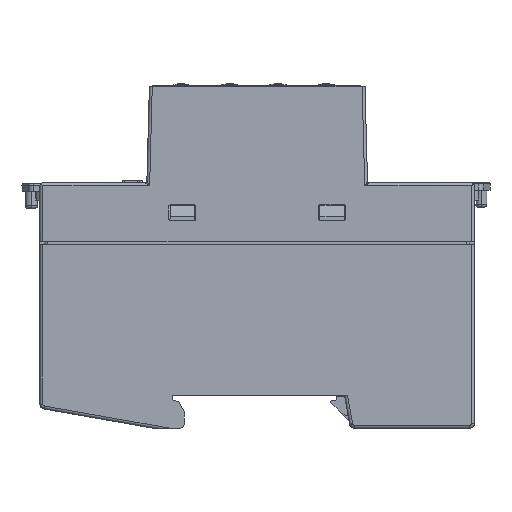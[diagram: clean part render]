
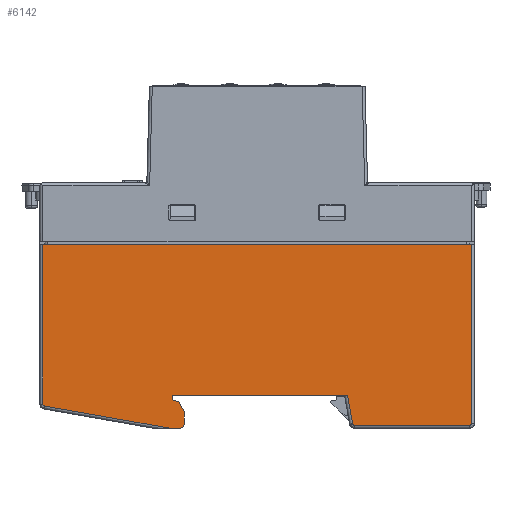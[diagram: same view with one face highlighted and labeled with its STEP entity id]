
A CAD part, left-side view. The second image highlights one B-rep face of the part: STEP entity #6142.
In plain terms, the highlighted planar face has unit normal (-1, 0, 0).
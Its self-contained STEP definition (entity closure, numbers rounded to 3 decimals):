
#6142=ADVANCED_FACE('',(#14368),#14369,.T.);
#14368=FACE_OUTER_BOUND('',#25304,.T.);
#14369=PLANE('',#25305);
#25304=EDGE_LOOP('',(#47523,#47524,#47525,#47526,#47527,#47528,#47529,#47530,#47531,#47532,#47533,#47534,#47535,#47536,#47537,#47538,#47539));
#25305=AXIS2_PLACEMENT_3D('',#47540,#47541,#47542);
#47523=ORIENTED_EDGE('',*,*,#72450,.T.);
#47524=ORIENTED_EDGE('',*,*,#72451,.T.);
#47525=ORIENTED_EDGE('',*,*,#72452,.T.);
#47526=ORIENTED_EDGE('',*,*,#72453,.T.);
#47527=ORIENTED_EDGE('',*,*,#72454,.T.);
#47528=ORIENTED_EDGE('',*,*,#72441,.T.);
#47529=ORIENTED_EDGE('',*,*,#72330,.T.);
#47530=ORIENTED_EDGE('',*,*,#72455,.T.);
#47531=ORIENTED_EDGE('',*,*,#72456,.F.);
#47532=ORIENTED_EDGE('',*,*,#72457,.T.);
#47533=ORIENTED_EDGE('',*,*,#72458,.F.);
#47534=ORIENTED_EDGE('',*,*,#72459,.T.);
#47535=ORIENTED_EDGE('',*,*,#70243,.T.);
#47536=ORIENTED_EDGE('',*,*,#72460,.T.);
#47537=ORIENTED_EDGE('',*,*,#72461,.F.);
#47538=ORIENTED_EDGE('',*,*,#72462,.T.);
#47539=ORIENTED_EDGE('',*,*,#72463,.T.);
#47540=CARTESIAN_POINT('',(0.0,93.207,0.));
#47541=DIRECTION('',(-1.0,0.0,0.0));
#47542=DIRECTION('',(0.0,1.0,0.0));
#70243=EDGE_CURVE('',#85595,#85593,#85596,.T.);
#72330=EDGE_CURVE('',#88656,#88654,#88657,.T.);
#72441=EDGE_CURVE('',#88839,#88656,#88840,.T.);
#72450=EDGE_CURVE('',#88850,#88851,#88852,.T.);
#72451=EDGE_CURVE('',#88851,#88853,#88854,.T.);
#72452=EDGE_CURVE('',#88853,#88855,#88856,.T.);
#72453=EDGE_CURVE('',#88855,#88857,#88858,.T.);
#72454=EDGE_CURVE('',#88857,#88839,#88859,.T.);
#72455=EDGE_CURVE('',#88654,#88860,#88861,.T.);
#72456=EDGE_CURVE('',#88862,#88860,#88863,.T.);
#72457=EDGE_CURVE('',#88862,#88864,#88865,.T.);
#72458=EDGE_CURVE('',#88866,#88864,#88867,.T.);
#72459=EDGE_CURVE('',#88866,#85595,#88868,.T.);
#72460=EDGE_CURVE('',#85593,#88869,#88870,.T.);
#72461=EDGE_CURVE('',#88871,#88869,#88872,.T.);
#72462=EDGE_CURVE('',#88871,#88873,#88874,.T.);
#72463=EDGE_CURVE('',#88873,#88850,#88875,.T.);
#85593=VERTEX_POINT('',#108746);
#85595=VERTEX_POINT('',#108748);
#85596=LINE('',#108749,#108750);
#88654=VERTEX_POINT('',#113811);
#88656=VERTEX_POINT('',#113813);
#88657=LINE('',#113814,#113815);
#88839=VERTEX_POINT('',#114089);
#88840=LINE('',#114090,#114091);
#88850=VERTEX_POINT('',#114105);
#88851=VERTEX_POINT('',#114106);
#88852=CIRCLE('',#114107,1.0);
#88853=VERTEX_POINT('',#114108);
#88854=LINE('',#114109,#114110);
#88855=VERTEX_POINT('',#114111);
#88856=LINE('',#114112,#114113);
#88857=VERTEX_POINT('',#114114);
#88858=LINE('',#114115,#114116);
#88859=LINE('',#114117,#114118);
#88860=VERTEX_POINT('',#114119);
#88861=LINE('',#114120,#114121);
#88862=VERTEX_POINT('',#114122);
#88863=CIRCLE('',#114123,0.4);
#88864=VERTEX_POINT('',#114124);
#88865=LINE('',#114125,#114126);
#88866=VERTEX_POINT('',#114127);
#88867=CIRCLE('',#114128,0.4);
#88868=LINE('',#114129,#114130);
#88869=VERTEX_POINT('',#114131);
#88870=LINE('',#114132,#114133);
#88871=VERTEX_POINT('',#114134);
#88872=CIRCLE('',#114135,0.4);
#88873=VERTEX_POINT('',#114136);
#88874=LINE('',#114137,#114138);
#88875=LINE('',#114139,#114140);
#108746=CARTESIAN_POINT('',(0.0,92.607,38.1));
#108748=CARTESIAN_POINT('',(0.0,3.807,38.1));
#108749=CARTESIAN_POINT('',(0.0,3.207,38.1));
#108750=VECTOR('',#132621,1.0);
#113811=CARTESIAN_POINT('',(0.0,29.505,6.85));
#113813=CARTESIAN_POINT('',(0.0,65.807,6.85));
#113814=CARTESIAN_POINT('',(0.0,65.807,6.85));
#113815=VECTOR('',#134468,1.0);
#114089=CARTESIAN_POINT('',(0.0,65.807,5.95));
#114090=CARTESIAN_POINT('',(0.0,65.807,0.));
#114091=VECTOR('',#134576,1.0);
#114105=CARTESIAN_POINT('',(0.0,64.307,0.));
#114106=CARTESIAN_POINT('',(0.0,63.307,1.));
#114107=AXIS2_PLACEMENT_3D('',#134587,#134588,#134589);
#114108=CARTESIAN_POINT('',(0.0,63.307,3.45));
#114109=CARTESIAN_POINT('',(0.0,63.307,1.));
#114110=VECTOR('',#134590,1.0);
#114111=CARTESIAN_POINT('',(0.0,64.507,5.55));
#114112=CARTESIAN_POINT('',(0.0,63.307,3.45));
#114113=VECTOR('',#134591,1.0);
#114114=CARTESIAN_POINT('',(0.0,65.607,5.75));
#114115=CARTESIAN_POINT('',(0.0,64.507,5.55));
#114116=VECTOR('',#134592,1.0);
#114117=CARTESIAN_POINT('',(0.0,65.607,5.75));
#114118=VECTOR('',#134593,1.0);
#114119=CARTESIAN_POINT('',(0.0,28.461,0.931));
#114120=CARTESIAN_POINT('',(0.0,28.316,0.104));
#114121=VECTOR('',#134594,1.0);
#114122=CARTESIAN_POINT('',(0.0,28.067,0.6));
#114123=AXIS2_PLACEMENT_3D('',#134595,#134596,#134597);
#114124=CARTESIAN_POINT('',(0.0,4.207,0.6));
#114125=CARTESIAN_POINT('',(0.0,3.207,0.6));
#114126=VECTOR('',#134598,1.0);
#114127=CARTESIAN_POINT('',(0.0,3.807,1.));
#114128=AXIS2_PLACEMENT_3D('',#134599,#134600,#134601);
#114129=CARTESIAN_POINT('',(0.0,3.807,38.1));
#114130=VECTOR('',#134602,1.0);
#114131=CARTESIAN_POINT('',(0.0,92.607,4.989));
#114132=CARTESIAN_POINT('',(0.0,92.607,4.15));
#114133=VECTOR('',#134603,1.0);
#114134=CARTESIAN_POINT('',(0.0,92.276,4.595));
#114135=AXIS2_PLACEMENT_3D('',#134604,#134605,#134606);
#114136=CARTESIAN_POINT('',(0.0,66.216,0.));
#114137=CARTESIAN_POINT('',(0.0,69.567,0.591));
#114138=VECTOR('',#134607,1.0);
#114139=CARTESIAN_POINT('',(0.0,69.671,0.));
#114140=VECTOR('',#134608,1.0);
#132621=DIRECTION('',(0.0,1.0,0.));
#134468=DIRECTION('',(0.0,-1.0,0.));
#134576=DIRECTION('',(0.0,0.,1.0));
#134587=CARTESIAN_POINT('',(0.0,64.307,1.));
#134588=DIRECTION('',(-1.0,0.,0.0));
#134589=DIRECTION('',(0.,-1.0,0.0));
#134590=DIRECTION('',(0.0,0.0,1.0));
#134591=DIRECTION('',(0.,0.496,0.868));
#134592=DIRECTION('',(0.,0.984,0.179));
#134593=DIRECTION('',(0.,0.707,0.707));
#134594=DIRECTION('',(0.0,-0.174,-0.985));
#134595=CARTESIAN_POINT('',(0.0,28.067,1.));
#134596=DIRECTION('',(1.0,0.0,0.0));
#134597=DIRECTION('',(0.0,0.0,-1.0));
#134598=DIRECTION('',(0.0,-1.0,0.));
#134599=CARTESIAN_POINT('',(0.0,4.207,1.));
#134600=DIRECTION('',(1.0,0.0,0.0));
#134601=DIRECTION('',(0.0,0.0,-1.0));
#134602=DIRECTION('',(0.0,0.,1.0));
#134603=DIRECTION('',(0.0,0.,-1.0));
#134604=CARTESIAN_POINT('',(0.0,92.207,4.989));
#134605=DIRECTION('',(1.0,0.0,0.0));
#134606=DIRECTION('',(0.0,0.0,-1.0));
#134607=DIRECTION('',(0.0,-0.985,-0.174));
#134608=DIRECTION('',(0.0,-1.0,0.0));
